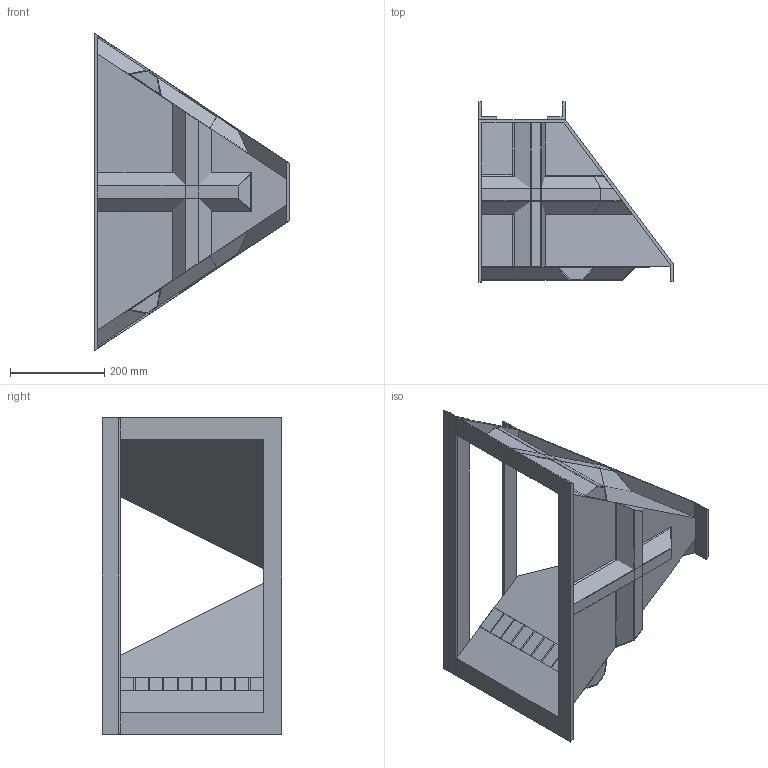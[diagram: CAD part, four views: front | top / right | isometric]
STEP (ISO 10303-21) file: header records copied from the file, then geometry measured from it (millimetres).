
FILE_DESCRIPTION (( 'STEP AP214' ), '1' );
FILE_NAME ('1.0H Flume Assy no options.STEP', '2020-08-28T13:25:48', ( '' ), ( '' ), 'SwSTEP 2.0', 'SolidWorks 2020', '' );
FILE_SCHEMA (( 'AUTOMOTIVE_DESIGN' ));
Length unit declared in the file: inch
Products named in the file (3): Parshall Staff Gauge 24in long parshall staff gauge_English Staff Gauge - 12"; 1.0H H Flume_1.0'' H FLUME; 1.0H Flume Assy no options
Assembly tree (2 placements, depth 2):
  1.0H Flume Assy no options
    1.0H H Flume_1.0'' H FLUME
    Parshall Staff Gauge 24in long parshall staff gauge_English Staff Gauge - 12"
Bounding box: 411.48 x 381 x 670.7 mm (x, y, z)
Volume: 3844.4 mm3; surface area: 1765218.2 mm2
Topology: 1 solids, 16 shells, 168 faces, 434 edges, 294 vertices
Faces by surface type: plane 163, cylinder 4, bspline 1
Entity records: 5842 total; most frequent: CARTESIAN_POINT 953, ORIENTED_EDGE 852, DIRECTION 768, EDGE_CURVE 434, VECTOR 422, LINE 422, VERTEX_POINT 294, EDGE_LOOP 182
